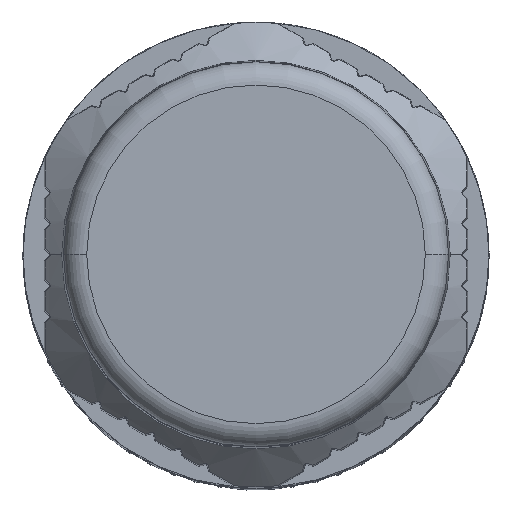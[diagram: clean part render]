
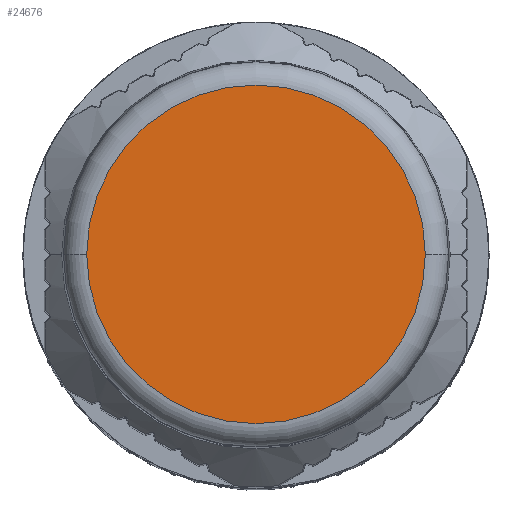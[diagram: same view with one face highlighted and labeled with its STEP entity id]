
A CAD part, top view. The second image highlights one B-rep face of the part: STEP entity #24676.
In plain terms, the highlighted planar face has unit normal (0, 0, 1).
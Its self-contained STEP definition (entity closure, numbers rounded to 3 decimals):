
#9923=CARTESIAN_POINT('',(0.,0.,33.8));
#9924=DIRECTION('',(0.,0.,1.));
#9925=DIRECTION('',(1.,0.,0.));
#9926=AXIS2_PLACEMENT_3D('',#9923,#9924,#9925);
#9928=CARTESIAN_POINT('',(0.,0.,33.8));
#9929=DIRECTION('',(0.,0.,1.));
#9930=DIRECTION('',(-1.,0.,0.));
#9931=AXIS2_PLACEMENT_3D('',#9928,#9929,#9930);
#14217=CARTESIAN_POINT('',(4.358,0.,33.8));
#14218=CARTESIAN_POINT('',(-4.358,0.,33.8));
#14219=VERTEX_POINT('',#14217);
#14220=VERTEX_POINT('',#14218);
#24666=CARTESIAN_POINT('',(0.,0.,33.8));
#24667=DIRECTION('',(0.,0.,-1.));
#24668=DIRECTION('',(1.,0.,0.));
#24669=AXIS2_PLACEMENT_3D('',#24666,#24667,#24668);
#24670=PLANE('',#24669);
#24671=ORIENTED_EDGE('',*,*,#24656,.F.);
#24673=ORIENTED_EDGE('',*,*,#24672,.F.);
#24674=EDGE_LOOP('',(#24671,#24673));
#24675=FACE_OUTER_BOUND('',#24674,.F.);
#24676=ADVANCED_FACE('',(#24675),#24670,.F.);
#9927=CIRCLE('',#9926,4.358);
#9932=CIRCLE('',#9931,4.358);
#24656=EDGE_CURVE('',#14219,#14220,#9927,.T.);
#24672=EDGE_CURVE('',#14220,#14219,#9932,.T.);
